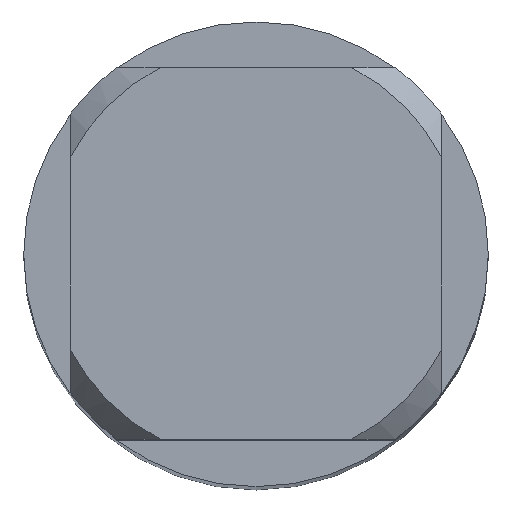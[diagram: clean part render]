
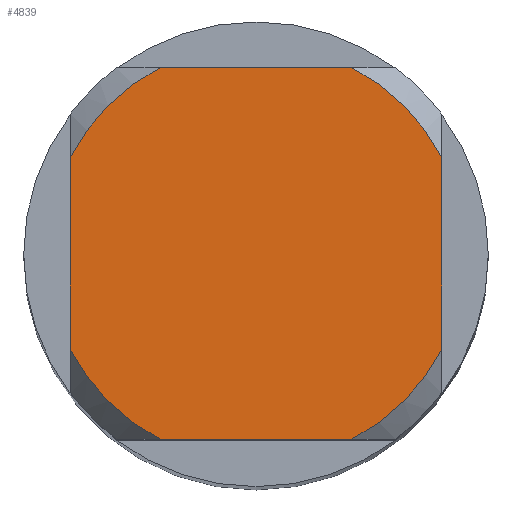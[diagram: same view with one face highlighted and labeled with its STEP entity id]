
A CAD part, top view. The second image highlights one B-rep face of the part: STEP entity #4839.
In plain terms, the highlighted planar face has unit normal (0, 0, 1).
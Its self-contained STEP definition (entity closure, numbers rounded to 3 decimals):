
#3669=VERTEX_POINT('',#10960);
#4465=VERTEX_POINT('',#11825);
#4839=ADVANCED_FACE('',(#12227),#12228,.T.);
#5071=VERTEX_POINT('',#12484);
#5325=EDGE_CURVE('',#10711,#8065,#12766,.T.);
#5575=VERTEX_POINT('',#13039);
#5785=EDGE_CURVE('',#10711,#3669,#13263,.T.);
#5855=VERTEX_POINT('',#13335);
#6433=EDGE_CURVE('',#5575,#5071,#13970,.T.);
#7155=EDGE_CURVE('',#7207,#8065,#14749,.T.);
#7207=VERTEX_POINT('',#14808);
#7517=EDGE_CURVE('',#4465,#5071,#15148,.T.);
#8065=VERTEX_POINT('',#15739);
#8087=EDGE_CURVE('',#7207,#5855,#15764,.T.);
#9123=EDGE_CURVE('',#4465,#3669,#16894,.T.);
#10455=EDGE_CURVE('',#5575,#5855,#18328,.T.);
#10711=VERTEX_POINT('',#18602);
#10960=CARTESIAN_POINT('',(-2.062,4.0,0.0));
#11825=CARTESIAN_POINT('',(2.062,4.0,0.0));
#12227=FACE_OUTER_BOUND('',#21066,.T.);
#12228=PLANE('',#21067);
#12484=CARTESIAN_POINT('',(4.0,2.062,0.0));
#12766=LINE('',#22096,#22097);
#13039=CARTESIAN_POINT('',(4.0,-2.062,0.0));
#13263=CIRCLE('',#22969,4.5);
#13335=CARTESIAN_POINT('',(2.062,-4.0,0.0));
#13970=LINE('',#24132,#24133);
#14749=CIRCLE('',#25504,4.5);
#14808=CARTESIAN_POINT('',(-2.062,-4.0,0.0));
#15148=CIRCLE('',#26162,4.5);
#15739=CARTESIAN_POINT('',(-4.0,-2.062,0.0));
#15764=LINE('',#27102,#27103);
#16894=LINE('',#29114,#29115);
#18328=CIRCLE('',#31645,4.5);
#18602=CARTESIAN_POINT('',(-4.0,2.062,0.0));
#21066=EDGE_LOOP('',(#33903,#33904,#33905,#33906,#33907,#33908,#33909,#33910));
#21067=AXIS2_PLACEMENT_3D('',#33911,#33912,#33913);
#22096=CARTESIAN_POINT('',(-4.0,1.125,0.0));
#22097=VECTOR('',#34511,1.0);
#22969=AXIS2_PLACEMENT_3D('',#35104,#35105,#35106);
#24132=CARTESIAN_POINT('',(4.0,1.125,0.0));
#24133=VECTOR('',#35814,1.0);
#25504=AXIS2_PLACEMENT_3D('',#36554,#36555,#36556);
#26162=AXIS2_PLACEMENT_3D('',#37061,#37062,#37063);
#27102=CARTESIAN_POINT('',(0.0,-4.0,0.0));
#27103=VECTOR('',#37758,1.0);
#29114=CARTESIAN_POINT('',(0.0,4.0,0.0));
#29115=VECTOR('',#39013,1.0);
#31645=AXIS2_PLACEMENT_3D('',#40400,#40401,#40402);
#33903=ORIENTED_EDGE('',*,*,#5325,.T.);
#33904=ORIENTED_EDGE('',*,*,#7155,.F.);
#33905=ORIENTED_EDGE('',*,*,#8087,.T.);
#33906=ORIENTED_EDGE('',*,*,#10455,.F.);
#33907=ORIENTED_EDGE('',*,*,#6433,.T.);
#33908=ORIENTED_EDGE('',*,*,#7517,.F.);
#33909=ORIENTED_EDGE('',*,*,#9123,.T.);
#33910=ORIENTED_EDGE('',*,*,#5785,.F.);
#33911=CARTESIAN_POINT('',(0.0,2.25,0.0));
#33912=DIRECTION('',(-0.0,0.0,1.0));
#33913=DIRECTION('',(0.0,-1.0,0.0));
#34511=DIRECTION('',(-0.0,-1.0,0.0));
#35104=CARTESIAN_POINT('',(0.0,0.0,0.0));
#35105=DIRECTION('',(0.0,0.0,-1.0));
#35106=DIRECTION('',(0.0,1.0,0.0));
#35814=DIRECTION('',(-0.0,1.0,0.0));
#36554=CARTESIAN_POINT('',(0.0,0.0,0.0));
#36555=DIRECTION('',(0.0,0.0,-1.0));
#36556=DIRECTION('',(0.0,1.0,0.0));
#37061=CARTESIAN_POINT('',(0.0,0.0,0.0));
#37062=DIRECTION('',(0.0,0.0,-1.0));
#37063=DIRECTION('',(0.0,1.0,0.0));
#37758=DIRECTION('',(1.0,0.0,0.0));
#39013=DIRECTION('',(-1.0,0.0,0.0));
#40400=CARTESIAN_POINT('',(0.0,0.0,0.0));
#40401=DIRECTION('',(0.0,0.0,-1.0));
#40402=DIRECTION('',(0.0,1.0,0.0));
